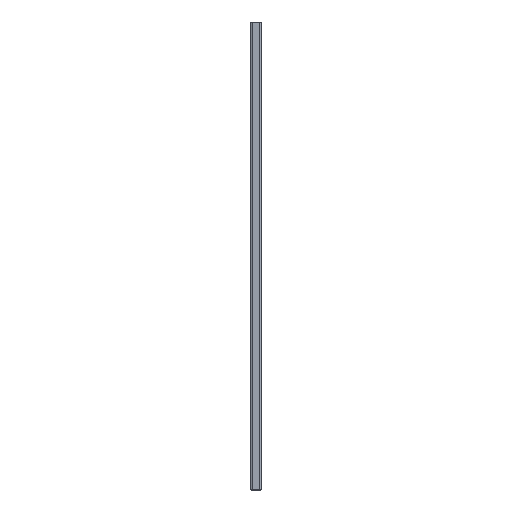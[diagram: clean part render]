
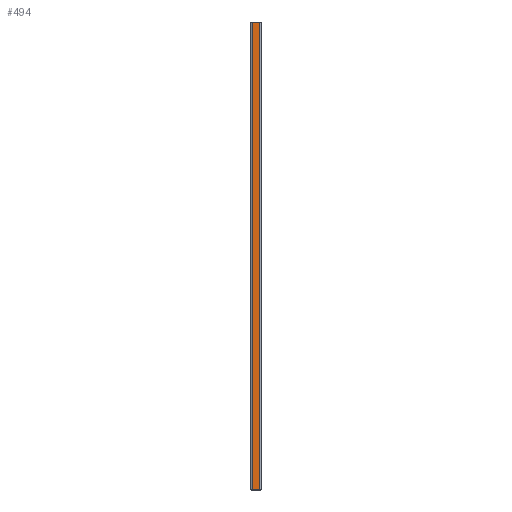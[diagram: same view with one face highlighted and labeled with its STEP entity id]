
A CAD part, top view. The second image highlights one B-rep face of the part: STEP entity #494.
In plain terms, the highlighted planar face has unit normal (0, 0, 1).
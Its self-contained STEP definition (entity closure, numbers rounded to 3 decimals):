
#494=ADVANCED_FACE('',(#1007),#1008,.T.);
#1007=FACE_OUTER_BOUND('',#1548,.T.);
#1008=PLANE('',#1549);
#1548=EDGE_LOOP('',(#2970,#2971,#2972,#2973));
#1549=AXIS2_PLACEMENT_3D('',#2974,#2975,#2976);
#2970=ORIENTED_EDGE('',*,*,#3612,.T.);
#2971=ORIENTED_EDGE('',*,*,#3738,.F.);
#2972=ORIENTED_EDGE('',*,*,#3482,.F.);
#2973=ORIENTED_EDGE('',*,*,#3736,.T.);
#2974=CARTESIAN_POINT('',(0.0,930.0,17.5));
#2975=DIRECTION('',(0.0,0.0,1.0));
#2976=DIRECTION('',(-1.0,0.0,-0.0));
#3482=EDGE_CURVE('',#4261,#4263,#4264,.T.);
#3612=EDGE_CURVE('',#4478,#4476,#4479,.T.);
#3736=EDGE_CURVE('',#4261,#4478,#4621,.T.);
#3738=EDGE_CURVE('',#4263,#4476,#4623,.T.);
#4261=VERTEX_POINT('',#5333);
#4263=VERTEX_POINT('',#5336);
#4264=LINE('',#5337,#5338);
#4476=VERTEX_POINT('',#5632);
#4478=VERTEX_POINT('',#5635);
#4479=LINE('',#5636,#5637);
#4621=LINE('',#5807,#5808);
#4623=LINE('',#5810,#5811);
#5333=CARTESIAN_POINT('',(-7.231,930.0,17.5));
#5336=CARTESIAN_POINT('',(7.231,930.0,17.5));
#5337=CARTESIAN_POINT('',(-7.231,930.0,17.5));
#5338=VECTOR('',#6191,1.0);
#5632=CARTESIAN_POINT('',(7.231,0.0,17.5));
#5635=CARTESIAN_POINT('',(-7.231,0.0,17.5));
#5636=CARTESIAN_POINT('',(-7.231,0.0,17.5));
#5637=VECTOR('',#6341,1.0);
#5807=CARTESIAN_POINT('',(-7.231,930.0,17.5));
#5808=VECTOR('',#6499,1.0);
#5810=CARTESIAN_POINT('',(7.231,930.0,17.5));
#5811=VECTOR('',#6500,1.0);
#6191=DIRECTION('',(1.0,0.0,0.0));
#6341=DIRECTION('',(1.0,0.0,0.0));
#6499=DIRECTION('',(0.0,-1.0,0.0));
#6500=DIRECTION('',(0.0,-1.0,0.0));
